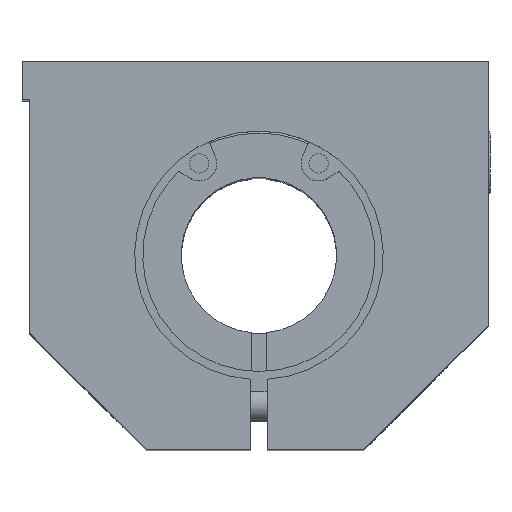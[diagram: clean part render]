
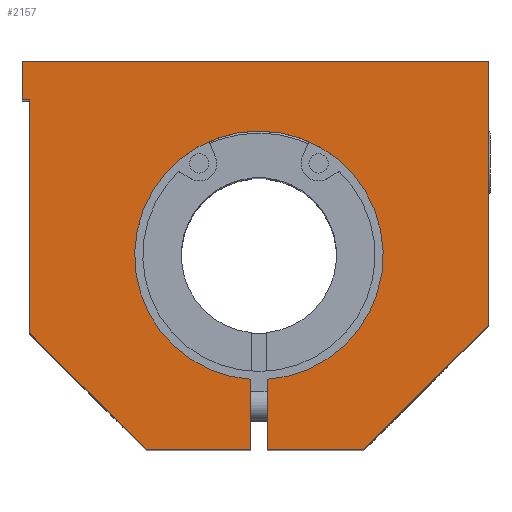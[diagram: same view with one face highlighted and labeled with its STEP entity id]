
A CAD part, top view. The second image highlights one B-rep face of the part: STEP entity #2157.
In plain terms, the highlighted planar face has unit normal (0, 0, 1).
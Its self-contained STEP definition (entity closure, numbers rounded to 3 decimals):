
#130=PLANE('',#2432);
#233=FACE_OUTER_BOUND('',#379,.T.);
#379=EDGE_LOOP('',(#1724,#1725,#1726,#1727,#1728,#1729,#1730,#1731,#1732,
#1733,#1734,#1735));
#454=LINE('',#3235,#649);
#460=LINE('',#3256,#655);
#472=LINE('',#3281,#667);
#480=LINE('',#3304,#675);
#494=LINE('',#3379,#689);
#495=LINE('',#3381,#690);
#501=LINE('',#3395,#696);
#555=LINE('',#3592,#750);
#557=LINE('',#3596,#752);
#558=LINE('',#3599,#753);
#559=LINE('',#3601,#754);
#649=VECTOR('',#2568,10.);
#655=VECTOR('',#2584,10.);
#667=VECTOR('',#2598,10.);
#675=VECTOR('',#2616,10.);
#689=VECTOR('',#2644,10.);
#690=VECTOR('',#2647,10.);
#696=VECTOR('',#2659,10.);
#750=VECTOR('',#2891,10.);
#752=VECTOR('',#2895,10.);
#753=VECTOR('',#2898,10.);
#754=VECTOR('',#2899,10.);
#893=CIRCLE('',#2433,16.);
#942=VERTEX_POINT('',#3233);
#943=VERTEX_POINT('',#3234);
#952=VERTEX_POINT('',#3253);
#953=VERTEX_POINT('',#3255);
#964=VERTEX_POINT('',#3278);
#965=VERTEX_POINT('',#3280);
#989=VERTEX_POINT('',#3377);
#994=VERTEX_POINT('',#3393);
#1048=VERTEX_POINT('',#3590);
#1049=VERTEX_POINT('',#3594);
#1050=VERTEX_POINT('',#3598);
#1051=VERTEX_POINT('',#3600);
#1145=EDGE_CURVE('',#942,#943,#454,.T.);
#1155=EDGE_CURVE('',#952,#953,#460,.T.);
#1167=EDGE_CURVE('',#964,#965,#472,.T.);
#1179=EDGE_CURVE('',#943,#964,#480,.T.);
#1199=EDGE_CURVE('',#989,#942,#494,.T.);
#1200=EDGE_CURVE('',#953,#989,#495,.T.);
#1208=EDGE_CURVE('',#994,#952,#501,.T.);
#1301=EDGE_CURVE('',#965,#1048,#555,.T.);
#1303=EDGE_CURVE('',#1049,#994,#557,.T.);
#1304=EDGE_CURVE('',#1050,#1048,#558,.T.);
#1305=EDGE_CURVE('',#1049,#1051,#559,.T.);
#1306=EDGE_CURVE('',#1051,#1050,#893,.T.);
#1724=ORIENTED_EDGE('',*,*,#1304,.T.);
#1725=ORIENTED_EDGE('',*,*,#1301,.F.);
#1726=ORIENTED_EDGE('',*,*,#1167,.F.);
#1727=ORIENTED_EDGE('',*,*,#1179,.F.);
#1728=ORIENTED_EDGE('',*,*,#1145,.F.);
#1729=ORIENTED_EDGE('',*,*,#1199,.F.);
#1730=ORIENTED_EDGE('',*,*,#1200,.F.);
#1731=ORIENTED_EDGE('',*,*,#1155,.F.);
#1732=ORIENTED_EDGE('',*,*,#1208,.F.);
#1733=ORIENTED_EDGE('',*,*,#1303,.F.);
#1734=ORIENTED_EDGE('',*,*,#1305,.T.);
#1735=ORIENTED_EDGE('',*,*,#1306,.T.);
#2157=ADVANCED_FACE('',(#233),#130,.T.);
#2432=AXIS2_PLACEMENT_3D('',#3597,#2896,#2897);
#2433=AXIS2_PLACEMENT_3D('',#3602,#2900,#2901);
#2568=DIRECTION('',(1.,0.,0.));
#2584=DIRECTION('',(0.,1.,0.));
#2598=DIRECTION('',(-0.707,-0.707,0.));
#2616=DIRECTION('',(0.,-1.,0.));
#2644=DIRECTION('',(0.,1.,0.));
#2647=DIRECTION('',(-1.,0.,0.));
#2659=DIRECTION('',(-0.707,0.707,0.));
#2891=DIRECTION('',(-1.,0.,0.));
#2895=DIRECTION('',(-1.,0.,0.));
#2896=DIRECTION('center_axis',(0.,0.,1.));
#2897=DIRECTION('ref_axis',(1.,0.,0.));
#2898=DIRECTION('',(0.,-1.,0.));
#2899=DIRECTION('',(0.,1.,0.));
#2900=DIRECTION('center_axis',(0.,0.,-1.));
#2901=DIRECTION('ref_axis',(1.,0.,0.));
#3233=CARTESIAN_POINT('',(-30.5,25.,52.));
#3234=CARTESIAN_POINT('',(29.5,25.,52.));
#3235=CARTESIAN_POINT('',(-29.5,25.,52.));
#3253=CARTESIAN_POINT('',(-29.5,-10.,52.));
#3255=CARTESIAN_POINT('',(-29.5,20.,52.));
#3256=CARTESIAN_POINT('',(-29.5,-10.,52.));
#3278=CARTESIAN_POINT('',(29.5,-9.,52.));
#3280=CARTESIAN_POINT('',(13.5,-25.,52.));
#3281=CARTESIAN_POINT('',(29.5,-9.,52.));
#3304=CARTESIAN_POINT('',(29.5,25.,52.));
#3377=CARTESIAN_POINT('',(-30.5,20.,52.));
#3379=CARTESIAN_POINT('',(-30.5,20.,52.));
#3381=CARTESIAN_POINT('',(-29.5,20.,52.));
#3393=CARTESIAN_POINT('',(-14.5,-25.,52.));
#3395=CARTESIAN_POINT('',(-14.5,-25.,52.));
#3590=CARTESIAN_POINT('',(1.075,-25.,52.));
#3592=CARTESIAN_POINT('',(13.5,-25.,52.));
#3594=CARTESIAN_POINT('',(-1.075,-25.,52.));
#3596=CARTESIAN_POINT('',(13.5,-25.,52.));
#3597=CARTESIAN_POINT('Origin',(-0.119,2.77,52.));
#3598=CARTESIAN_POINT('',(1.075,-15.964,52.));
#3599=CARTESIAN_POINT('',(1.075,-11.115,52.));
#3600=CARTESIAN_POINT('',(-1.075,-15.964,52.));
#3601=CARTESIAN_POINT('',(-1.075,-6.096,52.));
#3602=CARTESIAN_POINT('Origin',(0.,0.,52.));
